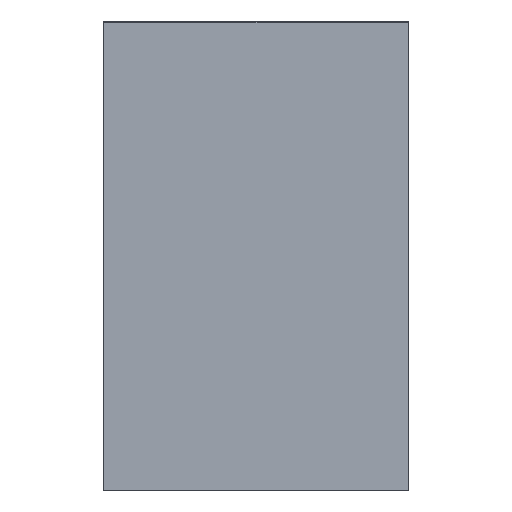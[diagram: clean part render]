
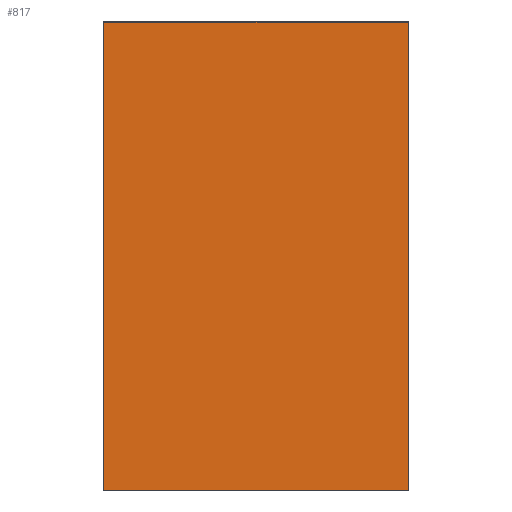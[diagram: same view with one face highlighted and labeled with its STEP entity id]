
A CAD part, left-side view. The second image highlights one B-rep face of the part: STEP entity #817.
In plain terms, the highlighted planar face has unit normal (-1, 0, 0).
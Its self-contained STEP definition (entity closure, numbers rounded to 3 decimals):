
#8 = LINE ( 'NONE', #777, #401 ) ;
#25 = VECTOR ( 'NONE', #784, 1000. ) ;
#31 = CARTESIAN_POINT ( 'NONE',  ( -4.75, 0., 1. ) ) ;
#48 = ORIENTED_EDGE ( 'NONE', *, *, #374, .T. ) ;
#51 = EDGE_CURVE ( 'NONE', #509, #731, #396, .T. ) ;
#65 = AXIS2_PLACEMENT_3D ( 'NONE', #258, #451, #765 ) ;
#73 = VECTOR ( 'NONE', #420, 1000. ) ;
#78 = EDGE_LOOP ( 'NONE', ( #48, #246, #416, #130 ) ) ;
#130 = ORIENTED_EDGE ( 'NONE', *, *, #328, .T. ) ;
#135 = CARTESIAN_POINT ( 'NONE',  ( -4.75, 1.3, -1. ) ) ;
#152 = CARTESIAN_POINT ( 'NONE',  ( -4.75, 0., -1. ) ) ;
#216 = FACE_OUTER_BOUND ( 'NONE', #78, .T. ) ;
#246 = ORIENTED_EDGE ( 'NONE', *, *, #51, .F. ) ;
#258 = CARTESIAN_POINT ( 'NONE',  ( -4.75, 1.3, 1. ) ) ;
#314 = LINE ( 'NONE', #771, #520 ) ;
#328 = EDGE_CURVE ( 'NONE', #417, #528, #8, .T. ) ;
#338 = CARTESIAN_POINT ( 'NONE',  ( -4.75, 1.3, 1. ) ) ;
#351 = CARTESIAN_POINT ( 'NONE',  ( -4.75, 1.3, 1. ) ) ;
#374 = EDGE_CURVE ( 'NONE', #528, #731, #314, .T. ) ;
#395 = DIRECTION ( 'NONE',  ( 0., -1., 0. ) ) ;
#396 = LINE ( 'NONE', #338, #25 ) ;
#401 = VECTOR ( 'NONE', #395, 1000. ) ;
#416 = ORIENTED_EDGE ( 'NONE', *, *, #573, .F. ) ;
#417 = VERTEX_POINT ( 'NONE', #135 ) ;
#420 = DIRECTION ( 'NONE',  ( 0., 0., 1. ) ) ;
#451 = DIRECTION ( 'NONE',  ( 1., 0., 0. ) ) ;
#509 = VERTEX_POINT ( 'NONE', #351 ) ;
#520 = VECTOR ( 'NONE', #656, 1000. ) ;
#524 = LINE ( 'NONE', #736, #73 ) ;
#528 = VERTEX_POINT ( 'NONE', #152 ) ;
#573 = EDGE_CURVE ( 'NONE', #417, #509, #524, .T. ) ;
#656 = DIRECTION ( 'NONE',  ( 0., 0., 1. ) ) ;
#704 = PLANE ( 'NONE',  #65 ) ;
#731 = VERTEX_POINT ( 'NONE', #31 ) ;
#736 = CARTESIAN_POINT ( 'NONE',  ( -4.75, 1.3, 1. ) ) ;
#765 = DIRECTION ( 'NONE',  ( 0., 0., -1. ) ) ;
#771 = CARTESIAN_POINT ( 'NONE',  ( -4.75, 0., 1. ) ) ;
#777 = CARTESIAN_POINT ( 'NONE',  ( -4.75, 1.3, -1. ) ) ;
#784 = DIRECTION ( 'NONE',  ( 0., -1., 0. ) ) ;
#817 = ADVANCED_FACE ( 'NONE', ( #216 ), #704, .F. ) ;
